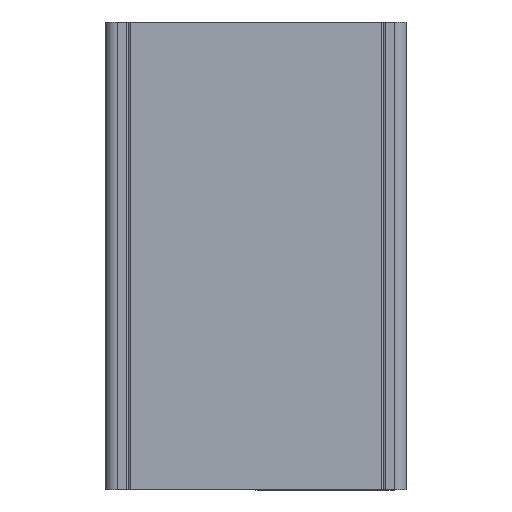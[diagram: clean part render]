
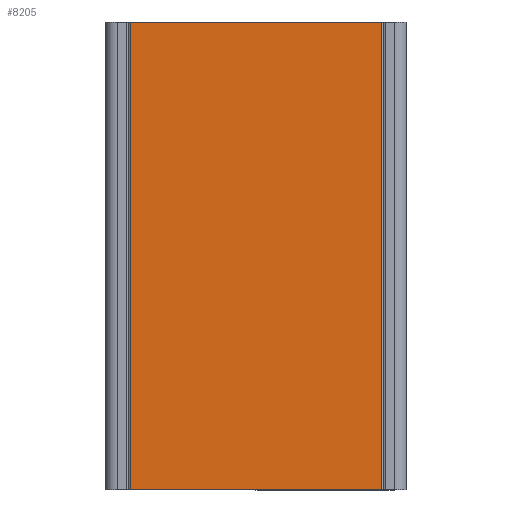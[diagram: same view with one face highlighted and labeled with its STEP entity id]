
A CAD part, top view. The second image highlights one B-rep face of the part: STEP entity #8205.
In plain terms, the highlighted face is planar.
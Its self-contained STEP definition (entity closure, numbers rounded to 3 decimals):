
#8027=CARTESIAN_POINT('',(43.01,0.0,80.0));
#8028=VERTEX_POINT('',#8027);
#8036=CARTESIAN_POINT('',(43.01,0.0,-80.0));
#8037=VERTEX_POINT('',#8036);
#8038=CARTESIAN_POINT('',(43.01,0.0,-80.0));
#8039=DIRECTION('',(0.0,0.0,1.0));
#8040=VECTOR('',#8039,160.0);
#8041=LINE('',#8038,#8040);
#8042=EDGE_CURVE('',#8037,#8028,#8041,.T.);
#8088=CARTESIAN_POINT('',(-43.01,0.0,-80.0));
#8089=VERTEX_POINT('',#8088);
#8090=CARTESIAN_POINT('',(-43.01,0.0,-80.0));
#8091=DIRECTION('',(1.0,0.0,0.0));
#8092=VECTOR('',#8091,86.02);
#8093=LINE('',#8090,#8092);
#8094=EDGE_CURVE('',#8089,#8037,#8093,.T.);
#8182=CARTESIAN_POINT('',(0.0,0.0,0.0));
#8183=DIRECTION('',(0.0,-1.0,0.0));
#8184=DIRECTION('',(0.0,0.0,-1.0));
#8185=AXIS2_PLACEMENT_3D('',#8182,#8183,#8184);
#8186=PLANE('',#8185);
#8187=CARTESIAN_POINT('',(-43.01,0.0,80.0));
#8188=VERTEX_POINT('',#8187);
#8189=CARTESIAN_POINT('',(43.01,0.0,80.0));
#8190=DIRECTION('',(-1.0,0.0,0.0));
#8191=VECTOR('',#8190,86.02);
#8192=LINE('',#8189,#8191);
#8193=EDGE_CURVE('',#8028,#8188,#8192,.T.);
#8194=ORIENTED_EDGE('',*,*,#8193,.T.);
#8195=CARTESIAN_POINT('',(-43.01,0.0,-80.0));
#8196=DIRECTION('',(0.0,0.0,1.0));
#8197=VECTOR('',#8196,160.0);
#8198=LINE('',#8195,#8197);
#8199=EDGE_CURVE('',#8089,#8188,#8198,.T.);
#8200=ORIENTED_EDGE('',*,*,#8199,.F.);
#8201=ORIENTED_EDGE('',*,*,#8094,.T.);
#8202=ORIENTED_EDGE('',*,*,#8042,.T.);
#8203=EDGE_LOOP('',(#8194,#8200,#8201,#8202));
#8204=FACE_OUTER_BOUND('',#8203,.T.);
#8205=ADVANCED_FACE('',(#8204),#8186,.T.);
